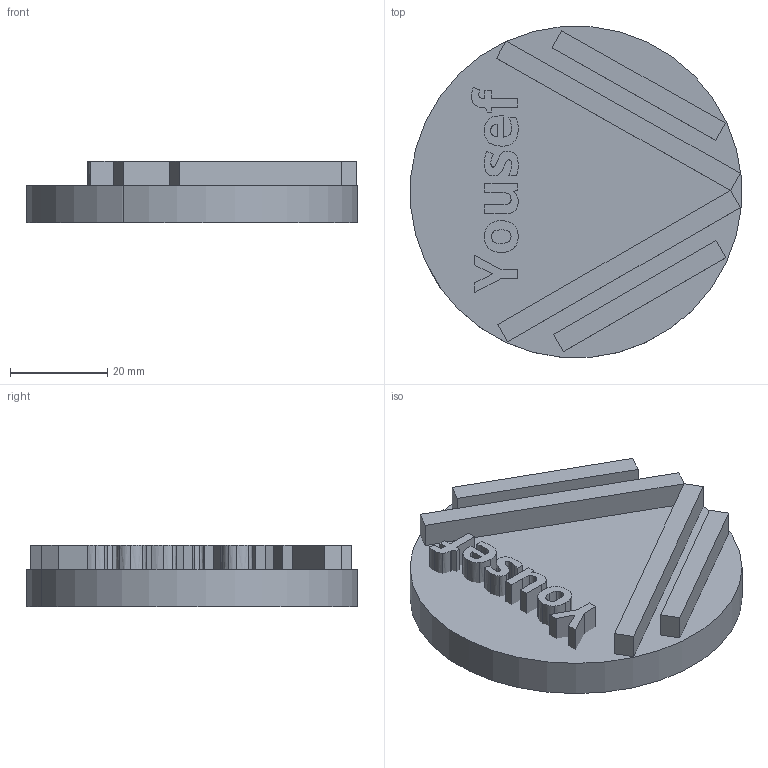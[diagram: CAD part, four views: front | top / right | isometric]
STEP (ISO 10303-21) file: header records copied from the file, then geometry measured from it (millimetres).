
FILE_DESCRIPTION( ( '' ), ' ' );
FILE_NAME( '5d1b2199847f4e1753c02a0c.step', '2019-07-02T09:19:22', ( '' ), ( '' ), ' ', ' ', ' ' );
FILE_SCHEMA( ( 'AUTOMOTIVE_DESIGN { 1 0 10303 214 1 1 1 1 }' ) );
Length unit declared in the file: metre
Products named in the file (11): Part 11; Part 10; Part 9; Part 8; Part 7; Part 6; Part 5; Part 4; Part 3; Part 2; Part 1
Bounding box: 68.11 x 68.11 x 12.7 mm (x, y, z)
Volume: 33804.1 mm3; surface area: 20130.2 mm2
Topology: 11 solids, 11 shells, 168 faces, 438 edges, 292 vertices
Faces by surface type: plane 94, extrusion 72, cylinder 2
Entity records: 6666 total; most frequent: CARTESIAN_POINT 1341, ORIENTED_EDGE 876, DIRECTION 584, EDGE_CURVE 438, VECTOR 362, VERTEX_POINT 292, LINE 290, B_SPLINE_CURVE_WITH_KNOTS 216
